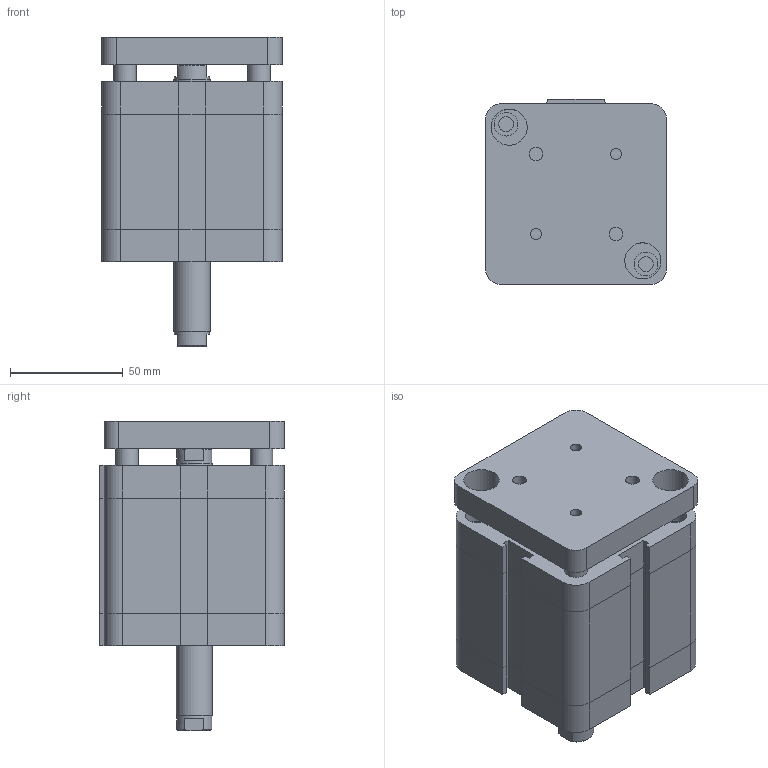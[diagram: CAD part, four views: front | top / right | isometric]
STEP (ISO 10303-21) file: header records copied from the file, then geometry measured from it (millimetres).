
FILE_DESCRIPTION((''),'2;1');
FILE_NAME('1581_63_0030_08_1.iam.stp','2009-04-20T15:33:28',(''),(''),'Autodesk Inventor 2009','Autodesk Inventor 2009','');
FILE_SCHEMA(('AUTOMOTIVE_DESIGN { 1 0 10303 214 1 1 1 1 }'));
Length unit declared in the file: millimetre
Products named in the file (3): 1581_63_0030_08_1; 1581_63_0030_08_1_C; 1561_63_0030_08_1_SA
Assembly tree (2 placements, depth 2):
  1581_63_0030_08_1
    1581_63_0030_08_1_C
    1561_63_0030_08_1_SA
Bounding box: 80 x 82 x 137 mm (x, y, z)
Volume: 570489.2 mm3; surface area: 77081.1 mm2
Topology: 2 solids, 2 shells, 185 faces, 418 edges, 258 vertices
Faces by surface type: plane 111, bspline 47, cylinder 21, cone 6
Full cylindrical faces by diameter (mm): 10 x2, 15.6 x2, 16 x1
Entity records: 5338 total; most frequent: CARTESIAN_POINT 1309, DIRECTION 742, ORIENTED_EDGE 740, EDGE_CURVE 370, VECTOR 268, LINE 268, EDGE_LOOP 252, VERTEX_POINT 242
